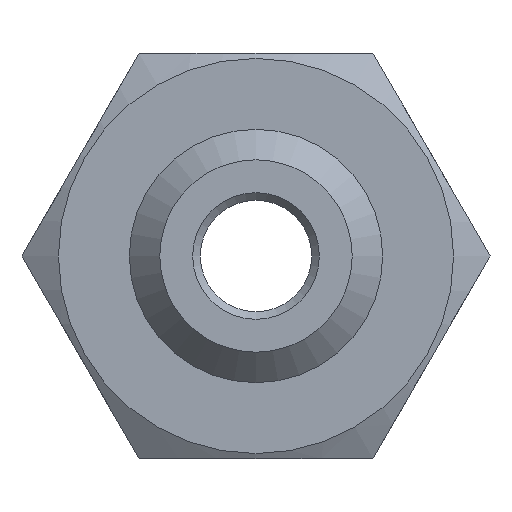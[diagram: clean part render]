
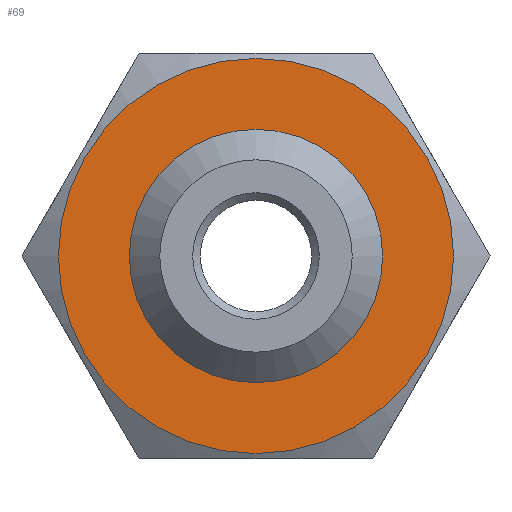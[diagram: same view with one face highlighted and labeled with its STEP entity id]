
A CAD part, front view. The second image highlights one B-rep face of the part: STEP entity #69.
In plain terms, the highlighted planar face has unit normal (0, -1, 0).
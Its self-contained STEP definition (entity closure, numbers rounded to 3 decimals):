
#69 = ADVANCED_FACE( 'NONE', ( #149, #150 ), #151, .T. );
#149 = FACE_OUTER_BOUND( '', #272, .T. );
#150 = FACE_BOUND( '', #273, .T. );
#151 = PLANE( '', #274 );
#272 = EDGE_LOOP( '', ( #504 ) );
#273 = EDGE_LOOP( '', ( #505 ) );
#274 = AXIS2_PLACEMENT_3D( '', #506, #507, #508 );
#504 = ORIENTED_EDGE( '', *, *, #687, .T. );
#505 = ORIENTED_EDGE( '', *, *, #751, .F. );
#506 = CARTESIAN_POINT( '', ( 3.9, 4., 0. ) );
#507 = DIRECTION( '', ( 0., -1., 0. ) );
#508 = DIRECTION( '', ( 0., 0., -1. ) );
#687 = EDGE_CURVE( 'NONE', #790, #790, #791, .T. );
#751 = EDGE_CURVE( 'NONE', #904, #904, #905, .T. );
#790 = VERTEX_POINT( '', #996 );
#791 = CIRCLE( '', #997, 3.9 );
#904 = VERTEX_POINT( '', #1219 );
#905 = CIRCLE( '', #1220, 2.5 );
#996 = CARTESIAN_POINT( '', ( 0., 4., -3.9 ) );
#997 = AXIS2_PLACEMENT_3D( '', #1276, #1277, #1278 );
#1219 = CARTESIAN_POINT( '', ( 0., 4., -2.5 ) );
#1220 = AXIS2_PLACEMENT_3D( '', #1365, #1366, #1367 );
#1276 = CARTESIAN_POINT( '', ( 0., 4., 0. ) );
#1277 = DIRECTION( '', ( 0., -1., 0. ) );
#1278 = DIRECTION( '', ( 0., 0., -1. ) );
#1365 = CARTESIAN_POINT( '', ( 0., 4., 0. ) );
#1366 = DIRECTION( '', ( 0., -1., 0. ) );
#1367 = DIRECTION( '', ( 0., 0., -1. ) );
